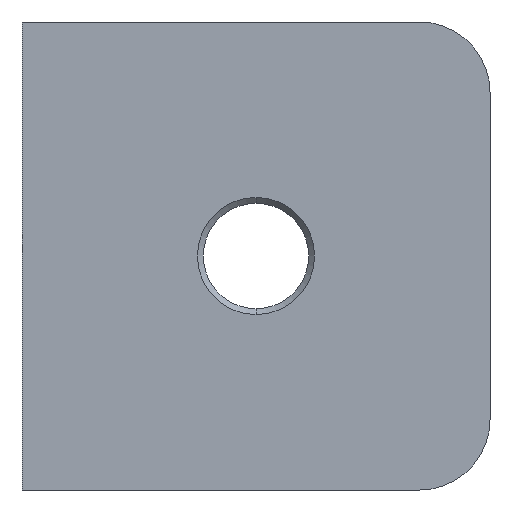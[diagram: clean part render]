
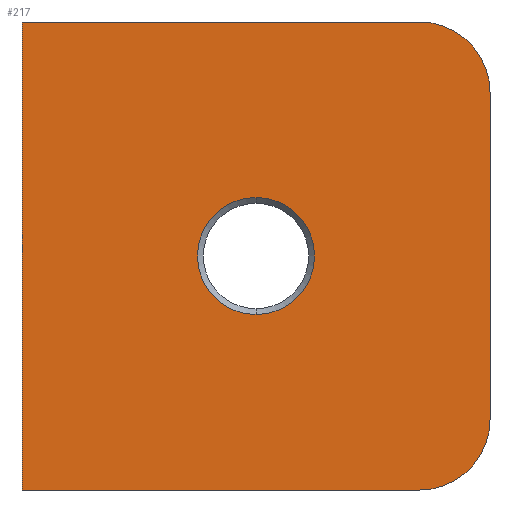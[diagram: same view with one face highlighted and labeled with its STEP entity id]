
A CAD part, front view. The second image highlights one B-rep face of the part: STEP entity #217.
In plain terms, the highlighted planar face has unit normal (0, -1, 0).
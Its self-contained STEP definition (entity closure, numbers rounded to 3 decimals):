
#30 = DIRECTION ( 'NONE',  ( 1., 0., 0. ) ) ;
#32 = CARTESIAN_POINT ( 'NONE',  ( 0., 0., 20. ) ) ;
#54 = CARTESIAN_POINT ( 'NONE',  ( 0., 0., -20. ) ) ;
#104 = VERTEX_POINT ( 'NONE', #283 ) ;
#105 = CARTESIAN_POINT ( 'NONE',  ( 40., 0., 20. ) ) ;
#108 = CIRCLE ( 'NONE', #357, 5. ) ;
#140 = ORIENTED_EDGE ( 'NONE', *, *, #425, .T. ) ;
#143 = VERTEX_POINT ( 'NONE', #355 ) ;
#159 = EDGE_CURVE ( 'NONE', #473, #104, #108, .T. ) ;
#217 = ADVANCED_FACE ( 'NONE', ( #261, #531 ), #437, .F. ) ;
#261 = FACE_BOUND ( 'NONE', #394, .T. ) ;
#279 = CIRCLE ( 'NONE', #444, 6. ) ;
#283 = CARTESIAN_POINT ( 'NONE',  ( 20., 0., 5. ) ) ;
#296 = VERTEX_POINT ( 'NONE', #448 ) ;
#299 = EDGE_CURVE ( 'NONE', #296, #143, #712, .T. ) ;
#308 = VERTEX_POINT ( 'NONE', #32 ) ;
#344 = CARTESIAN_POINT ( 'NONE',  ( 34., 0., 20. ) ) ;
#355 = CARTESIAN_POINT ( 'NONE',  ( 40., 0., -14. ) ) ;
#357 = AXIS2_PLACEMENT_3D ( 'NONE', #858, #405, #587 ) ;
#365 = CARTESIAN_POINT ( 'NONE',  ( 40., 0., 14. ) ) ;
#370 = ORIENTED_EDGE ( 'NONE', *, *, #906, .F. ) ;
#377 = DIRECTION ( 'NONE',  ( 0., 0., 1. ) ) ;
#389 = VERTEX_POINT ( 'NONE', #54 ) ;
#394 = EDGE_LOOP ( 'NONE', ( #497, #584 ) ) ;
#404 = AXIS2_PLACEMENT_3D ( 'NONE', #812, #798, #790 ) ;
#405 = DIRECTION ( 'NONE',  ( 0., 1., 0. ) ) ;
#407 = DIRECTION ( 'NONE',  ( 0., 0., 1. ) ) ;
#408 = ORIENTED_EDGE ( 'NONE', *, *, #299, .T. ) ;
#413 = DIRECTION ( 'NONE',  ( 0., -1., 0. ) ) ;
#425 = EDGE_CURVE ( 'NONE', #389, #296, #597, .T. ) ;
#431 = CARTESIAN_POINT ( 'NONE',  ( 34., 0., 14. ) ) ;
#437 = PLANE ( 'NONE',  #756 ) ;
#444 = AXIS2_PLACEMENT_3D ( 'NONE', #431, #413, #407 ) ;
#448 = CARTESIAN_POINT ( 'NONE',  ( 34., 0., -20. ) ) ;
#473 = VERTEX_POINT ( 'NONE', #648 ) ;
#476 = AXIS2_PLACEMENT_3D ( 'NONE', #934, #647, #800 ) ;
#497 = ORIENTED_EDGE ( 'NONE', *, *, #159, .T. ) ;
#531 = FACE_OUTER_BOUND ( 'NONE', #727, .T. ) ;
#553 = ORIENTED_EDGE ( 'NONE', *, *, #875, .T. ) ;
#563 = ORIENTED_EDGE ( 'NONE', *, *, #861, .F. ) ;
#565 = VERTEX_POINT ( 'NONE', #344 ) ;
#584 = ORIENTED_EDGE ( 'NONE', *, *, #746, .T. ) ;
#587 = DIRECTION ( 'NONE',  ( 0., 0., 1. ) ) ;
#597 = LINE ( 'NONE', #723, #937 ) ;
#647 = DIRECTION ( 'NONE',  ( 0., -1., 0. ) ) ;
#648 = CARTESIAN_POINT ( 'NONE',  ( 20., 0., -5. ) ) ;
#659 = VERTEX_POINT ( 'NONE', #365 ) ;
#681 = VECTOR ( 'NONE', #802, 1000. ) ;
#712 = CIRCLE ( 'NONE', #476, 6. ) ;
#723 = CARTESIAN_POINT ( 'NONE',  ( 0., 0., -20. ) ) ;
#727 = EDGE_LOOP ( 'NONE', ( #370, #774, #563, #553, #140, #408 ) ) ;
#746 = EDGE_CURVE ( 'NONE', #104, #473, #880, .T. ) ;
#756 = AXIS2_PLACEMENT_3D ( 'NONE', #957, #848, #377 ) ;
#769 = EDGE_CURVE ( 'NONE', #659, #565, #279, .T. ) ;
#774 = ORIENTED_EDGE ( 'NONE', *, *, #769, .T. ) ;
#785 = LINE ( 'NONE', #789, #681 ) ;
#789 = CARTESIAN_POINT ( 'NONE',  ( 0., 0., 20. ) ) ;
#790 = DIRECTION ( 'NONE',  ( 0., 0., 1. ) ) ;
#796 = LINE ( 'NONE', #816, #893 ) ;
#798 = DIRECTION ( 'NONE',  ( 0., 1., 0. ) ) ;
#800 = DIRECTION ( 'NONE',  ( 0., 0., 1. ) ) ;
#802 = DIRECTION ( 'NONE',  ( 1., 0., 0. ) ) ;
#812 = CARTESIAN_POINT ( 'NONE',  ( 20., 0., 0. ) ) ;
#816 = CARTESIAN_POINT ( 'NONE',  ( 0., 0., 20. ) ) ;
#821 = DIRECTION ( 'NONE',  ( 0., 0., -1. ) ) ;
#828 = DIRECTION ( 'NONE',  ( 0., 0., -1. ) ) ;
#848 = DIRECTION ( 'NONE',  ( 0., 1., 0. ) ) ;
#858 = CARTESIAN_POINT ( 'NONE',  ( 20., 0., 0. ) ) ;
#861 = EDGE_CURVE ( 'NONE', #308, #565, #785, .T. ) ;
#875 = EDGE_CURVE ( 'NONE', #308, #389, #796, .T. ) ;
#880 = CIRCLE ( 'NONE', #404, 5. ) ;
#893 = VECTOR ( 'NONE', #821, 1000. ) ;
#895 = VECTOR ( 'NONE', #828, 1000. ) ;
#906 = EDGE_CURVE ( 'NONE', #659, #143, #908, .T. ) ;
#908 = LINE ( 'NONE', #105, #895 ) ;
#934 = CARTESIAN_POINT ( 'NONE',  ( 34., 0., -14. ) ) ;
#937 = VECTOR ( 'NONE', #30, 1000. ) ;
#957 = CARTESIAN_POINT ( 'NONE',  ( 0., 0., 20. ) ) ;
